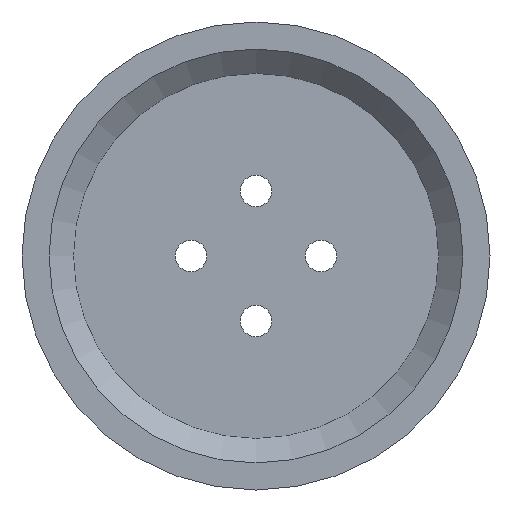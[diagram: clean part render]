
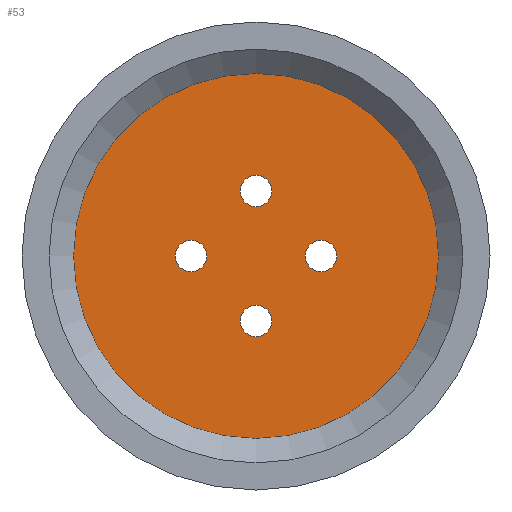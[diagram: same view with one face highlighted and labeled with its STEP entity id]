
A CAD part, left-side view. The second image highlights one B-rep face of the part: STEP entity #53.
In plain terms, the highlighted planar face has unit normal (-1, 0, 0).
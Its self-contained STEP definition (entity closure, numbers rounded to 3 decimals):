
#53=ADVANCED_FACE('',(#64,#66,#68,#70,#72),#74,.T.);
#64=FACE_BOUND('',#65,.T.);
#65=EDGE_LOOP('',(#175));
#66=FACE_BOUND('',#67,.T.);
#67=EDGE_LOOP('',(#176));
#68=FACE_BOUND('',#69,.T.);
#69=EDGE_LOOP('',(#177));
#70=FACE_BOUND('',#71,.T.);
#71=EDGE_LOOP('',(#178));
#72=FACE_BOUND('',#73,.T.);
#73=EDGE_LOOP('',(#179));
#74=PLANE('',#75);
#75=AXIS2_PLACEMENT_3D('',#76,#77,#78);
#76=CARTESIAN_POINT('',(-2.,0.,0.));
#77=DIRECTION('',(-1.,0.,0.));
#78=DIRECTION('',(0.,0.,-1.));
#175=ORIENTED_EDGE('',*,*,#203,.F.);
#176=ORIENTED_EDGE('',*,*,#204,.T.);
#177=ORIENTED_EDGE('',*,*,#205,.T.);
#178=ORIENTED_EDGE('',*,*,#206,.T.);
#179=ORIENTED_EDGE('',*,*,#207,.T.);
#203=EDGE_CURVE('',#217,#217,#218,.T.);
#204=EDGE_CURVE('',#219,#219,#220,.T.);
#205=EDGE_CURVE('',#221,#221,#222,.T.);
#206=EDGE_CURVE('',#223,#223,#224,.T.);
#207=EDGE_CURVE('',#225,#225,#226,.T.);
#217=VERTEX_POINT('',#245);
#218=CIRCLE('',#246,16.857);
#219=VERTEX_POINT('',#250);
#220=CIRCLE('',#251,1.45);
#221=VERTEX_POINT('',#255);
#222=CIRCLE('',#256,1.45);
#223=VERTEX_POINT('',#260);
#224=CIRCLE('',#261,1.45);
#225=VERTEX_POINT('',#265);
#226=CIRCLE('',#266,1.45);
#245=CARTESIAN_POINT('',(-2.,0.,-16.857));
#246=AXIS2_PLACEMENT_3D('',#247,#248,#249);
#247=CARTESIAN_POINT('',(-2.,0.,0.));
#248=DIRECTION('',(1.,0.,0.));
#249=DIRECTION('',(0.,0.,-1.));
#250=CARTESIAN_POINT('',(-2.,-6.,-1.45));
#251=AXIS2_PLACEMENT_3D('',#252,#253,#254);
#252=CARTESIAN_POINT('',(-2.,-6.,0.));
#253=DIRECTION('',(1.,0.,0.));
#254=DIRECTION('',(0.,0.,-1.));
#255=CARTESIAN_POINT('',(-2.,0.,4.55));
#256=AXIS2_PLACEMENT_3D('',#257,#258,#259);
#257=CARTESIAN_POINT('',(-2.,0.,6.));
#258=DIRECTION('',(1.,0.,0.));
#259=DIRECTION('',(0.,0.,-1.));
#260=CARTESIAN_POINT('',(-2.,6.,-1.45));
#261=AXIS2_PLACEMENT_3D('',#262,#263,#264);
#262=CARTESIAN_POINT('',(-2.,6.,0.));
#263=DIRECTION('',(1.,0.,0.));
#264=DIRECTION('',(0.,0.,-1.));
#265=CARTESIAN_POINT('',(-2.,0.,-7.45));
#266=AXIS2_PLACEMENT_3D('',#267,#268,#269);
#267=CARTESIAN_POINT('',(-2.,0.,-6.));
#268=DIRECTION('',(1.,0.,0.));
#269=DIRECTION('',(0.,0.,-1.));
